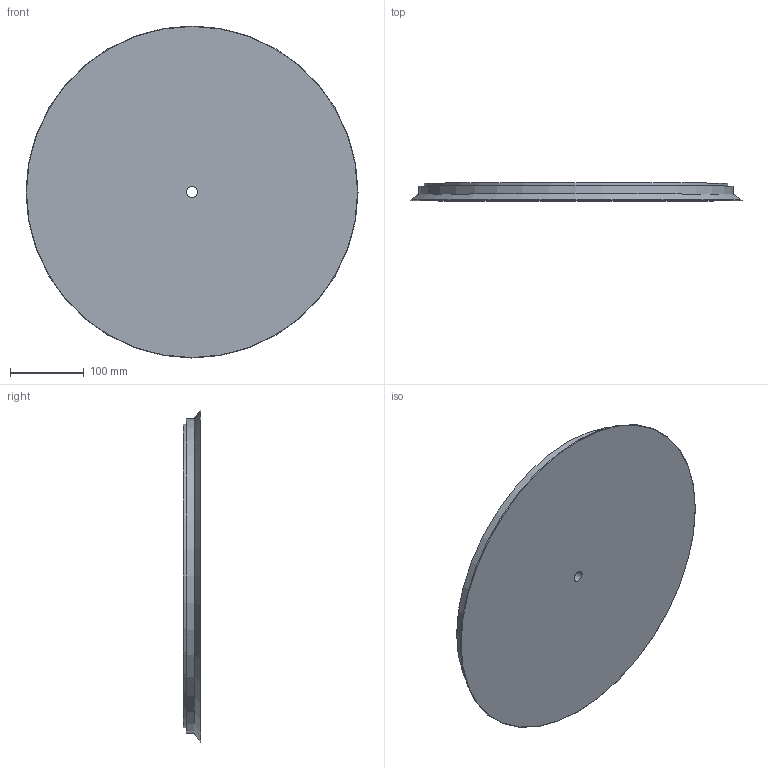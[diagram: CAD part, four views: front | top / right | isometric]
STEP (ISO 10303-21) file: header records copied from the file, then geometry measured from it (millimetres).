
FILE_DESCRIPTION(/* description */ (''),/* implementation_level */ '2;1');
FILE_NAME(/* name */ 'vmv6450nit.stp',/* time_stamp */ '2021-01-13T12:55:00+01:00',/* author */ ('enginyeria'),/* organization */ (''),/* preprocessor_version */ 'ST-DEVELOPER v17.2',/* originating_system */ 'Autodesk Inventor 2019',/* authorisation */ '');
FILE_SCHEMA (('CONFIG_CONTROL_DESIGN'));
Length unit declared in the file: millimetre
Products named in the file (1): vmv6450sb
Bounding box: 449.99 x 24 x 449.99 mm (x, y, z)
Volume: 3357920.7 mm3; surface area: 348256.5 mm2
Topology: 1 solids, 1 shells, 23 faces, 57 edges, 44 vertices
Faces by surface type: cylinder 10, plane 10, cone 2, torus 1
Full cylindrical faces by diameter (mm): 12.5 x6, 14.95 x1, 198 x1, 412 x1, 426 x1
Entity records: 828 total; most frequent: DIRECTION 150, CARTESIAN_POINT 125, ORIENTED_EDGE 114, AXIS2_PLACEMENT_3D 69, EDGE_CURVE 57, CIRCLE 45, VERTEX_POINT 44, EDGE_LOOP 33
